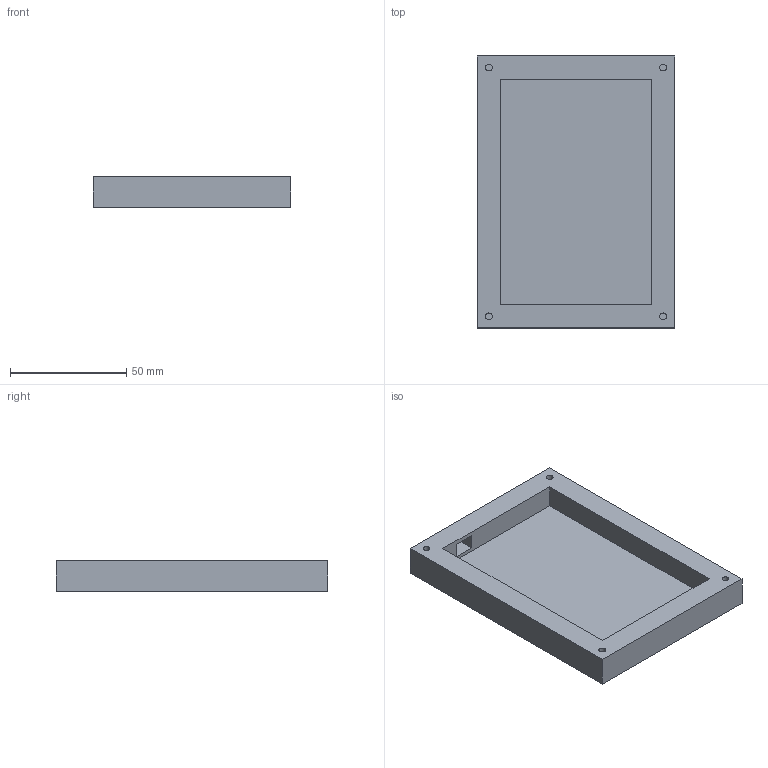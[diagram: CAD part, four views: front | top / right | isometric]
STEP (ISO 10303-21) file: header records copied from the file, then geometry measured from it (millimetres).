
FILE_DESCRIPTION(/* description */ (''),/* implementation_level */ '2;1');
FILE_NAME(/* name */ 'Base.step',/* time_stamp */ '2026-02-13T17:27:49+06:00',/* author */ (''),/* organization */ (''),/* preprocessor_version */ 'ST-DEVELOPER v20.1',/* originating_system */ 'Autodesk Translation Framework v14.24.0.0',/* authorisation */ '');
FILE_SCHEMA (('AUTOMOTIVE_DESIGN { 1 0 10303 214 3 1 1 }'));
Length unit declared in the file: millimetre
Products named in the file (1): 2026-02-08-03-06-05-612
Bounding box: 85 x 117 x 13 mm (x, y, z)
Surface area: 57885.8 mm2
Topology: 2 solids, 2 shells, 46 faces, 96 edges, 64 vertices
Faces by surface type: plane 38, cylinder 8
Full cylindrical faces by diameter (mm): 2.9 x8
Entity records: 1256 total; most frequent: CARTESIAN_POINT 207, DIRECTION 206, ORIENTED_EDGE 192, EDGE_CURVE 96, LINE 80, VECTOR 80, VERTEX_POINT 64, AXIS2_PLACEMENT_3D 63
